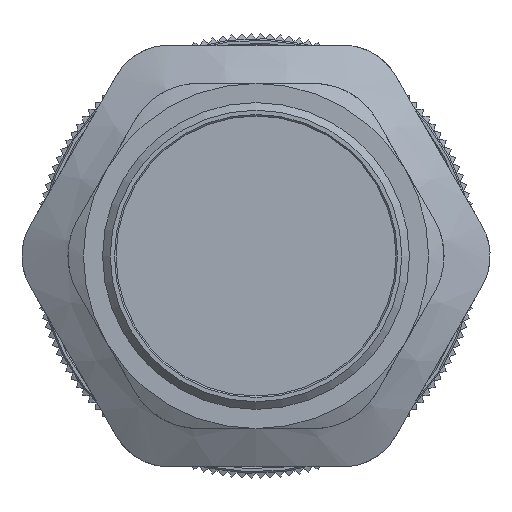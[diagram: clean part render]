
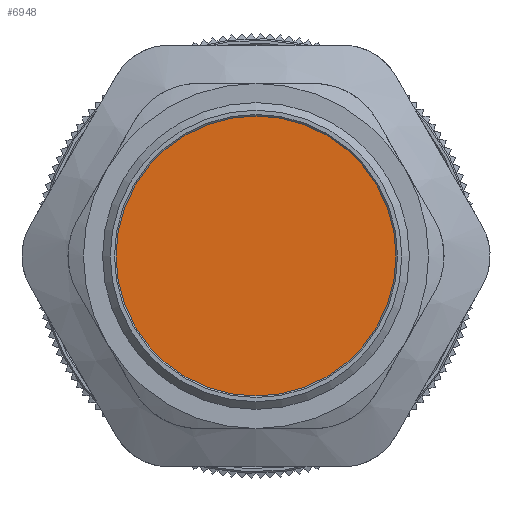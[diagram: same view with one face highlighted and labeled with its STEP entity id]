
A CAD part, front view. The second image highlights one B-rep face of the part: STEP entity #6948.
In plain terms, the highlighted planar face has unit normal (0, -1, 0).
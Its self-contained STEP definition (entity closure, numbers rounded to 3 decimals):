
#773=FACE_OUTER_BOUND('',#1153,.T.);
#1153=EDGE_LOOP('',(#4120));
#2234=CIRCLE('',#7360,18.25);
#2307=VERTEX_POINT('',#9326);
#3028=EDGE_CURVE('',#2307,#2307,#2234,.T.);
#4120=ORIENTED_EDGE('',*,*,#3028,.F.);
#6251=PLANE('',#7359);
#6948=ADVANCED_FACE('',(#773),#6251,.F.);
#7359=AXIS2_PLACEMENT_3D('',#9325,#7813,#7814);
#7360=AXIS2_PLACEMENT_3D('',#9327,#7815,#7816);
#7813=DIRECTION('center_axis',(0.,1.,0.));
#7814=DIRECTION('ref_axis',(0.,0.,1.));
#7815=DIRECTION('center_axis',(0.,1.,0.));
#7816=DIRECTION('ref_axis',(1.,0.,0.));
#9325=CARTESIAN_POINT('Origin',(-3.774,-14.168,0.));
#9326=CARTESIAN_POINT('',(-22.024,-14.168,0.));
#9327=CARTESIAN_POINT('Origin',(-3.774,-14.168,0.));
